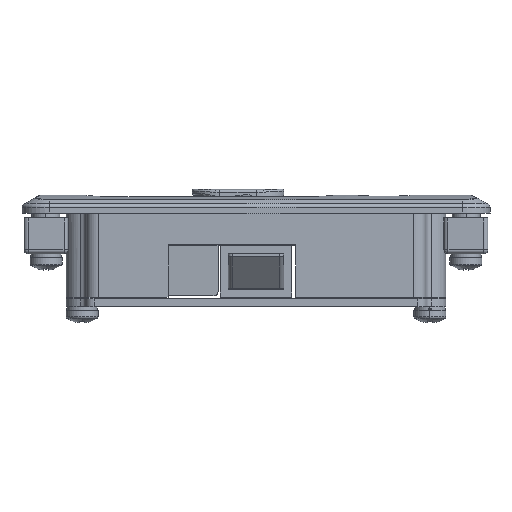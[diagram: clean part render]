
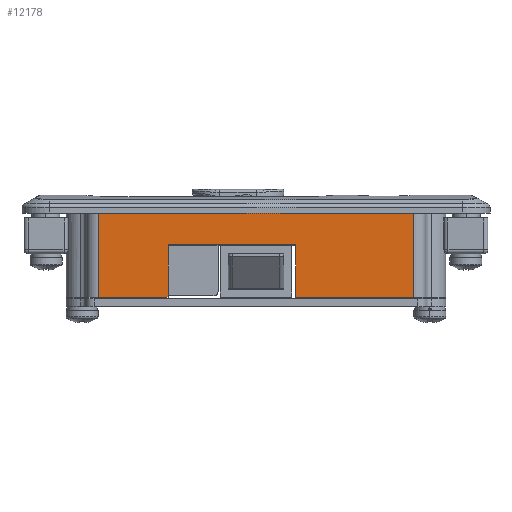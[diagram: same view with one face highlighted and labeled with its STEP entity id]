
A CAD part, left-side view. The second image highlights one B-rep face of the part: STEP entity #12178.
In plain terms, the highlighted face is planar.
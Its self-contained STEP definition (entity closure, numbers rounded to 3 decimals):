
#27 = CARTESIAN_POINT ( 'NONE',  ( 10., -42.5, 25.6 ) ) ;
#209 = VECTOR ( 'NONE', #10501, 1000. ) ;
#261 = VERTEX_POINT ( 'NONE', #8812 ) ;
#346 = LINE ( 'NONE', #9765, #8981 ) ;
#512 = VECTOR ( 'NONE', #3934, 1000. ) ;
#1904 = VERTEX_POINT ( 'NONE', #14060 ) ;
#2027 = EDGE_CURVE ( 'NONE', #5470, #1904, #9592, .T. ) ;
#2639 = ORIENTED_EDGE ( 'NONE', *, *, #2027, .T. ) ;
#2643 = ORIENTED_EDGE ( 'NONE', *, *, #4689, .F. ) ;
#2864 = ORIENTED_EDGE ( 'NONE', *, *, #14040, .T. ) ;
#3097 = CARTESIAN_POINT ( 'NONE',  ( 10., -10., 25.6 ) ) ;
#3311 = ORIENTED_EDGE ( 'NONE', *, *, #10877, .T. ) ;
#3435 = VECTOR ( 'NONE', #12589, 1000. ) ;
#3815 = LINE ( 'NONE', #6747, #3435 ) ;
#3934 = DIRECTION ( 'NONE',  ( 0., 1., 0. ) ) ;
#4268 = CARTESIAN_POINT ( 'NONE',  ( 10., -42.5, 12.4 ) ) ;
#4340 = LINE ( 'NONE', #7410, #10601 ) ;
#4676 = CARTESIAN_POINT ( 'NONE',  ( 10., 39.5, 2.5 ) ) ;
#4689 = EDGE_CURVE ( 'NONE', #261, #7975, #11111, .T. ) ;
#4854 = AXIS2_PLACEMENT_3D ( 'NONE', #5536, #13762, #6718 ) ;
#5284 = EDGE_CURVE ( 'NONE', #7604, #11688, #6597, .T. ) ;
#5307 = ORIENTED_EDGE ( 'NONE', *, *, #14852, .F. ) ;
#5316 = CARTESIAN_POINT ( 'NONE',  ( 10., -39.5, 25.6 ) ) ;
#5343 = FACE_OUTER_BOUND ( 'NONE', #12248, .T. ) ;
#5470 = VERTEX_POINT ( 'NONE', #5316 ) ;
#5536 = CARTESIAN_POINT ( 'NONE',  ( 10., -42.5, 25.6 ) ) ;
#6224 = DIRECTION ( 'NONE',  ( 0., 0., 1. ) ) ;
#6597 = LINE ( 'NONE', #12074, #9720 ) ;
#6718 = DIRECTION ( 'NONE',  ( 0., 0., 1. ) ) ;
#6747 = CARTESIAN_POINT ( 'NONE',  ( 10., 22., 25.6 ) ) ;
#7410 = CARTESIAN_POINT ( 'NONE',  ( 10., -39.5, 2.5 ) ) ;
#7604 = VERTEX_POINT ( 'NONE', #9817 ) ;
#7965 = VECTOR ( 'NONE', #8237, 1000. ) ;
#7975 = VERTEX_POINT ( 'NONE', #8998 ) ;
#8237 = DIRECTION ( 'NONE',  ( 0., 1., 0. ) ) ;
#8291 = ORIENTED_EDGE ( 'NONE', *, *, #5284, .T. ) ;
#8365 = CARTESIAN_POINT ( 'NONE',  ( 10., 22., 12.4 ) ) ;
#8812 = CARTESIAN_POINT ( 'NONE',  ( 10., 22., 25.6 ) ) ;
#8981 = VECTOR ( 'NONE', #6224, 1000. ) ;
#8998 = CARTESIAN_POINT ( 'NONE',  ( 10., 39.5, 25.6 ) ) ;
#9254 = VERTEX_POINT ( 'NONE', #8365 ) ;
#9324 = CARTESIAN_POINT ( 'NONE',  ( 10., -39.5, 25.6 ) ) ;
#9592 = LINE ( 'NONE', #9324, #209 ) ;
#9602 = VECTOR ( 'NONE', #11687, 1000. ) ;
#9720 = VECTOR ( 'NONE', #9734, 1000. ) ;
#9734 = DIRECTION ( 'NONE',  ( 0., 0., 1. ) ) ;
#9765 = CARTESIAN_POINT ( 'NONE',  ( 10., 39.5, 25.6 ) ) ;
#9817 = CARTESIAN_POINT ( 'NONE',  ( 10., -10., 12.4 ) ) ;
#10332 = LINE ( 'NONE', #4268, #9602 ) ;
#10501 = DIRECTION ( 'NONE',  ( 0., 0., -1. ) ) ;
#10601 = VECTOR ( 'NONE', #12123, 1000. ) ;
#10612 = VERTEX_POINT ( 'NONE', #4676 ) ;
#10877 = EDGE_CURVE ( 'NONE', #9254, #7604, #10332, .T. ) ;
#10882 = ORIENTED_EDGE ( 'NONE', *, *, #13551, .T. ) ;
#11111 = LINE ( 'NONE', #27, #7965 ) ;
#11687 = DIRECTION ( 'NONE',  ( 0., -1., 0. ) ) ;
#11688 = VERTEX_POINT ( 'NONE', #3097 ) ;
#12074 = CARTESIAN_POINT ( 'NONE',  ( 10., -10., 25.6 ) ) ;
#12123 = DIRECTION ( 'NONE',  ( 0., -1., 0. ) ) ;
#12178 = ADVANCED_FACE ( 'NONE', ( #5343 ), #12569, .F. ) ;
#12248 = EDGE_LOOP ( 'NONE', ( #3311, #8291, #12896, #2639, #5307, #10882, #2643, #2864 ) ) ;
#12569 = PLANE ( 'NONE',  #4854 ) ;
#12589 = DIRECTION ( 'NONE',  ( 0., 0., -1. ) ) ;
#12896 = ORIENTED_EDGE ( 'NONE', *, *, #14326, .F. ) ;
#12985 = LINE ( 'NONE', #13316, #512 ) ;
#13316 = CARTESIAN_POINT ( 'NONE',  ( 10., -42.5, 25.6 ) ) ;
#13551 = EDGE_CURVE ( 'NONE', #10612, #7975, #346, .T. ) ;
#13762 = DIRECTION ( 'NONE',  ( -1., 0., 0. ) ) ;
#14040 = EDGE_CURVE ( 'NONE', #261, #9254, #3815, .T. ) ;
#14060 = CARTESIAN_POINT ( 'NONE',  ( 10., -39.5, 2.5 ) ) ;
#14326 = EDGE_CURVE ( 'NONE', #5470, #11688, #12985, .T. ) ;
#14852 = EDGE_CURVE ( 'NONE', #10612, #1904, #4340, .T. ) ;
